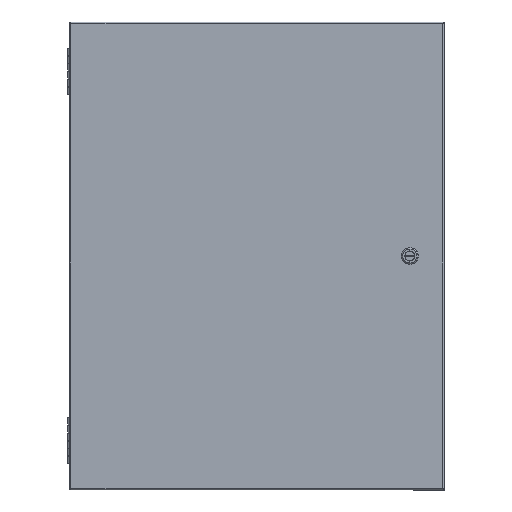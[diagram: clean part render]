
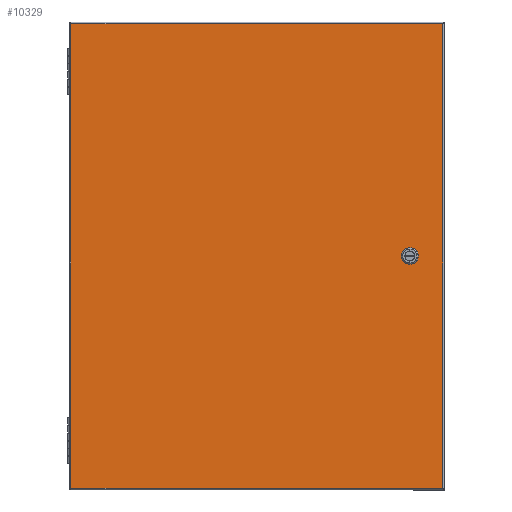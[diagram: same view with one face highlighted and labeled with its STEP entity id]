
A CAD part, top view. The second image highlights one B-rep face of the part: STEP entity #10329.
In plain terms, the highlighted planar face has unit normal (0, 0, 1).
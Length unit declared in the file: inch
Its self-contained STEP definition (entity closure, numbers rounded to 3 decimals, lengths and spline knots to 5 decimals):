
#619=LINE('',#15725,#1548);
#630=LINE('',#15925,#1559);
#634=LINE('',#15939,#1563);
#638=LINE('',#15951,#1567);
#642=LINE('',#15963,#1571);
#646=LINE('',#15973,#1575);
#648=LINE('',#15977,#1577);
#649=LINE('',#15980,#1578);
#1548=VECTOR('',#12504,30.19575);
#1559=VECTOR('',#12529,30.19575);
#1563=VECTOR('',#12541,0.42712);
#1567=VECTOR('',#12553,0.42712);
#1571=VECTOR('',#12565,0.42712);
#1575=VECTOR('',#12577,0.42712);
#1577=VECTOR('',#12583,24.1645);
#1578=VECTOR('',#12588,24.1645);
#2317=PLANE('',#11002);
#2563=FACE_BOUND('',#3446,.T.);
#2820=FACE_OUTER_BOUND('',#3445,.T.);
#3445=EDGE_LOOP('',(#7458,#7459,#7460,#7461));
#3446=EDGE_LOOP('',(#7462,#7463,#7464,#7465,#7466,#7467,#7468,#7469));
#4001=CIRCLE('',#10983,0.453);
#4003=CIRCLE('',#10987,0.453);
#4005=CIRCLE('',#10991,0.453);
#4007=CIRCLE('',#10995,0.453);
#4538=VERTEX_POINT('',#15520);
#4554=VERTEX_POINT('',#15638);
#4561=VERTEX_POINT('',#15724);
#4564=VERTEX_POINT('',#15861);
#4567=VERTEX_POINT('',#15930);
#4568=VERTEX_POINT('',#15932);
#4570=VERTEX_POINT('',#15938);
#4572=VERTEX_POINT('',#15944);
#4574=VERTEX_POINT('',#15950);
#4576=VERTEX_POINT('',#15956);
#4578=VERTEX_POINT('',#15962);
#4580=VERTEX_POINT('',#15968);
#5595=EDGE_CURVE('',#4561,#4554,#619,.T.);
#5615=EDGE_CURVE('',#4538,#4564,#630,.T.);
#5618=EDGE_CURVE('',#4568,#4567,#4001,.T.);
#5621=EDGE_CURVE('',#4570,#4568,#634,.T.);
#5624=EDGE_CURVE('',#4572,#4570,#4003,.T.);
#5627=EDGE_CURVE('',#4574,#4572,#638,.T.);
#5630=EDGE_CURVE('',#4576,#4574,#4005,.T.);
#5633=EDGE_CURVE('',#4578,#4576,#642,.T.);
#5636=EDGE_CURVE('',#4580,#4578,#4007,.T.);
#5639=EDGE_CURVE('',#4567,#4580,#646,.T.);
#5641=EDGE_CURVE('',#4554,#4538,#648,.T.);
#5642=EDGE_CURVE('',#4564,#4561,#649,.T.);
#7458=ORIENTED_EDGE('',*,*,#5615,.T.);
#7459=ORIENTED_EDGE('',*,*,#5642,.T.);
#7460=ORIENTED_EDGE('',*,*,#5595,.T.);
#7461=ORIENTED_EDGE('',*,*,#5641,.T.);
#7462=ORIENTED_EDGE('',*,*,#5618,.T.);
#7463=ORIENTED_EDGE('',*,*,#5639,.T.);
#7464=ORIENTED_EDGE('',*,*,#5636,.T.);
#7465=ORIENTED_EDGE('',*,*,#5633,.T.);
#7466=ORIENTED_EDGE('',*,*,#5630,.T.);
#7467=ORIENTED_EDGE('',*,*,#5627,.T.);
#7468=ORIENTED_EDGE('',*,*,#5624,.T.);
#7469=ORIENTED_EDGE('',*,*,#5621,.T.);
#10329=ADVANCED_FACE('',(#2820,#2563),#2317,.T.);
#10983=AXIS2_PLACEMENT_3D('',#15933,#12535,#12536);
#10987=AXIS2_PLACEMENT_3D('',#15945,#12547,#12548);
#10991=AXIS2_PLACEMENT_3D('',#15957,#12559,#12560);
#10995=AXIS2_PLACEMENT_3D('',#15969,#12571,#12572);
#11002=AXIS2_PLACEMENT_3D('',#15982,#12591,#12592);
#12504=DIRECTION('',(0.,-1.,0.));
#12529=DIRECTION('',(0.,1.,0.));
#12535=DIRECTION('center_axis',(0.,0.,-1.));
#12536=DIRECTION('ref_axis',(0.882,0.471,0.));
#12541=DIRECTION('',(1.,0.,0.));
#12547=DIRECTION('center_axis',(0.,0.,-1.));
#12548=DIRECTION('ref_axis',(-0.471,0.882,0.));
#12553=DIRECTION('',(0.,1.,0.));
#12559=DIRECTION('center_axis',(0.,0.,-1.));
#12560=DIRECTION('ref_axis',(-0.882,-0.471,0.));
#12565=DIRECTION('',(-1.,0.,0.));
#12571=DIRECTION('center_axis',(0.,0.,-1.));
#12572=DIRECTION('ref_axis',(0.471,-0.882,0.));
#12577=DIRECTION('',(0.,-1.,0.));
#12583=DIRECTION('',(1.,0.,0.));
#12588=DIRECTION('',(-1.,0.,0.));
#12591=DIRECTION('center_axis',(0.,0.,1.));
#12592=DIRECTION('ref_axis',(1.,0.,0.));
#15520=CARTESIAN_POINT('',(12.08225,-15.09788,0.074));
#15638=CARTESIAN_POINT('',(-12.08225,-15.09788,0.074));
#15724=CARTESIAN_POINT('',(-12.08225,15.09788,0.074));
#15725=CARTESIAN_POINT('',(-12.08225,7.54894,0.074));
#15861=CARTESIAN_POINT('',(12.08225,15.09788,0.074));
#15925=CARTESIAN_POINT('',(12.08225,-7.54894,0.074));
#15930=CARTESIAN_POINT('',(10.337,0.21356,0.074));
#15932=CARTESIAN_POINT('',(10.15112,0.3995,0.074));
#15933=CARTESIAN_POINT('Origin',(9.93748,0.00005,0.074));
#15938=CARTESIAN_POINT('',(9.724,0.3995,0.074));
#15939=CARTESIAN_POINT('',(5.07556,0.3995,0.074));
#15944=CARTESIAN_POINT('',(9.538,0.21356,0.074));
#15945=CARTESIAN_POINT('Origin',(9.93748,-0.00005,
0.074));
#15950=CARTESIAN_POINT('',(9.538,-0.21356,0.074));
#15951=CARTESIAN_POINT('',(9.538,0.10678,0.074));
#15956=CARTESIAN_POINT('',(9.72394,-0.3995,0.074));
#15957=CARTESIAN_POINT('Origin',(9.9375,0.,
0.074));
#15962=CARTESIAN_POINT('',(10.15106,-0.3995,0.074));
#15963=CARTESIAN_POINT('',(4.86197,-0.3995,0.074));
#15968=CARTESIAN_POINT('',(10.337,-0.21356,0.074));
#15969=CARTESIAN_POINT('Origin',(9.9375,0.,0.074));
#15973=CARTESIAN_POINT('',(10.337,-0.10678,0.074));
#15977=CARTESIAN_POINT('',(-6.04113,-15.09788,0.074));
#15980=CARTESIAN_POINT('',(6.04113,15.09788,0.074));
#15982=CARTESIAN_POINT('Origin',(0.,0.,
0.074));
